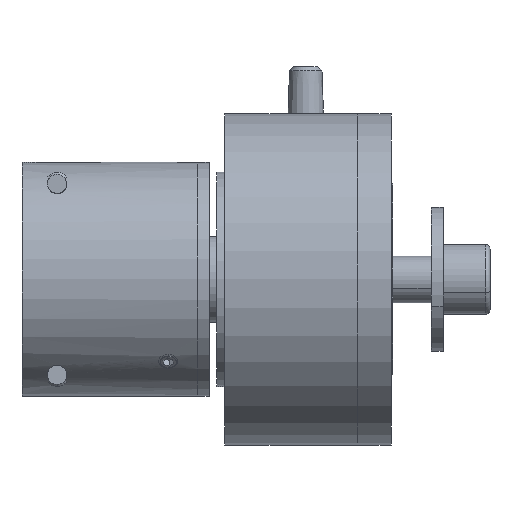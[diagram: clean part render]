
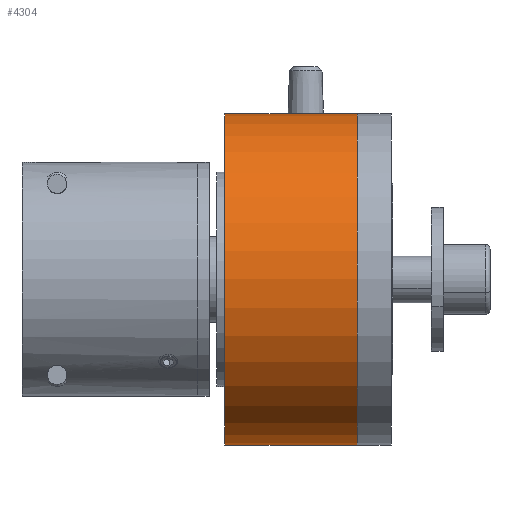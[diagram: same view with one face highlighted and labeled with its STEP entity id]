
A CAD part, front view. The second image highlights one B-rep face of the part: STEP entity #4304.
In plain terms, the highlighted cylindrical face has radius 42.5 mm (diameter 85 mm), a partial arc.
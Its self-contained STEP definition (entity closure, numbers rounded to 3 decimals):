
#654 = CARTESIAN_POINT ( 'NONE',  ( 36.8, 0., -42.5 ) ) ;
#1121 = AXIS2_PLACEMENT_3D ( 'NONE', #8977, #20240, #2567 ) ;
#1807 = CARTESIAN_POINT ( 'NONE',  ( 36.8, 0., 0. ) ) ;
#2021 = CARTESIAN_POINT ( 'NONE',  ( 2.8, 0., -42.5 ) ) ;
#2567 = DIRECTION ( 'NONE',  ( 0., 0., 1. ) ) ;
#2722 = EDGE_CURVE ( 'NONE', #6464, #15871, #7389, .T. ) ;
#3534 = DIRECTION ( 'NONE',  ( 0., 0., 1. ) ) ;
#3791 = EDGE_CURVE ( 'NONE', #6464, #12859, #11831, .T. ) ;
#3844 = CARTESIAN_POINT ( 'NONE',  ( 2.8, 0., 42.5 ) ) ;
#3966 = DIRECTION ( 'NONE',  ( -1., 0., 0. ) ) ;
#4304 = ADVANCED_FACE ( 'NONE', ( #11569 ), #9080, .T. ) ;
#5181 = CARTESIAN_POINT ( 'NONE',  ( -39.259, 0., 42.5 ) ) ;
#6313 = EDGE_CURVE ( 'NONE', #15871, #15712, #11731, .T. ) ;
#6464 = VERTEX_POINT ( 'NONE', #654 ) ;
#7389 = CIRCLE ( 'NONE', #11648, 42.5 ) ;
#7818 = ORIENTED_EDGE ( 'NONE', *, *, #6313, .T. ) ;
#8977 = CARTESIAN_POINT ( 'NONE',  ( -39.259, 0., 0. ) ) ;
#9080 = CYLINDRICAL_SURFACE ( 'NONE', #1121, 42.5 ) ;
#9872 = DIRECTION ( 'NONE',  ( 0., 0., 1. ) ) ;
#10745 = AXIS2_PLACEMENT_3D ( 'NONE', #19409, #13079, #9872 ) ;
#11256 = EDGE_LOOP ( 'NONE', ( #18802, #17251, #7818, #18199 ) ) ;
#11525 = CARTESIAN_POINT ( 'NONE',  ( 36.8, 0., 42.5 ) ) ;
#11569 = FACE_OUTER_BOUND ( 'NONE', #11256, .T. ) ;
#11648 = AXIS2_PLACEMENT_3D ( 'NONE', #1807, #19682, #3534 ) ;
#11731 = LINE ( 'NONE', #5181, #12740 ) ;
#11831 = LINE ( 'NONE', #19917, #14332 ) ;
#12740 = VECTOR ( 'NONE', #12858, 1000. ) ;
#12858 = DIRECTION ( 'NONE',  ( -1., 0., 0. ) ) ;
#12859 = VERTEX_POINT ( 'NONE', #2021 ) ;
#13079 = DIRECTION ( 'NONE',  ( -1., 0., 0. ) ) ;
#14332 = VECTOR ( 'NONE', #3966, 1000. ) ;
#14811 = EDGE_CURVE ( 'NONE', #12859, #15712, #17375, .T. ) ;
#15712 = VERTEX_POINT ( 'NONE', #3844 ) ;
#15871 = VERTEX_POINT ( 'NONE', #11525 ) ;
#17251 = ORIENTED_EDGE ( 'NONE', *, *, #2722, .T. ) ;
#17375 = CIRCLE ( 'NONE', #10745, 42.5 ) ;
#18199 = ORIENTED_EDGE ( 'NONE', *, *, #14811, .F. ) ;
#18802 = ORIENTED_EDGE ( 'NONE', *, *, #3791, .F. ) ;
#19409 = CARTESIAN_POINT ( 'NONE',  ( 2.8, 0., 0. ) ) ;
#19682 = DIRECTION ( 'NONE',  ( -1., 0., 0. ) ) ;
#19917 = CARTESIAN_POINT ( 'NONE',  ( -39.259, 0., -42.5 ) ) ;
#20240 = DIRECTION ( 'NONE',  ( -1., 0., 0. ) ) ;
